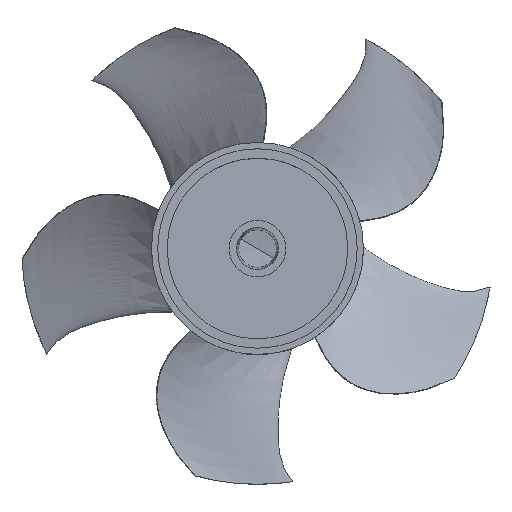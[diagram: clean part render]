
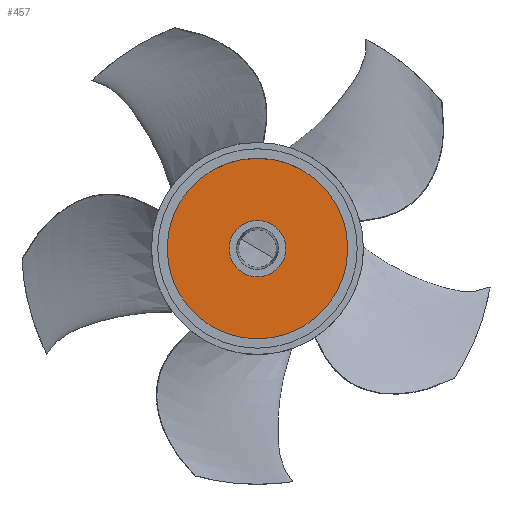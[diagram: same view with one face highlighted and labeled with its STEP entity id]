
A CAD part, top view. The second image highlights one B-rep face of the part: STEP entity #457.
In plain terms, the highlighted face is planar.
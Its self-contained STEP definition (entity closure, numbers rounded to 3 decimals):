
#413 = EDGE_CURVE('',#414,#416,#418,.T.);
#414 = VERTEX_POINT('',#415);
#415 = CARTESIAN_POINT('',(-57.5,0.,26.));
#416 = VERTEX_POINT('',#417);
#417 = CARTESIAN_POINT('',(57.5,0.,26.));
#418 = CIRCLE('',#419,57.5);
#419 = AXIS2_PLACEMENT_3D('',#420,#421,#422);
#420 = CARTESIAN_POINT('',(0.,0.,26.)
  );
#421 = DIRECTION('',(0.,0.,-1.));
#422 = DIRECTION('',(1.,0.,0.));
#445 = EDGE_CURVE('',#416,#414,#446,.T.);
#446 = CIRCLE('',#447,57.5);
#447 = AXIS2_PLACEMENT_3D('',#448,#449,#450);
#448 = CARTESIAN_POINT('',(0.,0.,26.)
  );
#449 = DIRECTION('',(0.,0.,-1.));
#450 = DIRECTION('',(1.,0.,0.));
#457 = ADVANCED_FACE('',(#458,#478),#482,.F.);
#458 = FACE_BOUND('',#459,.T.);
#459 = EDGE_LOOP('',(#460,#471));
#460 = ORIENTED_EDGE('',*,*,#461,.F.);
#461 = EDGE_CURVE('',#462,#464,#466,.T.);
#462 = VERTEX_POINT('',#463);
#463 = CARTESIAN_POINT('',(18.,0.,26.));
#464 = VERTEX_POINT('',#465);
#465 = CARTESIAN_POINT('',(-18.,0.,26.));
#466 = CIRCLE('',#467,18.);
#467 = AXIS2_PLACEMENT_3D('',#468,#469,#470);
#468 = CARTESIAN_POINT('',(0.,0.,26.)
  );
#469 = DIRECTION('',(0.,0.,-1.));
#470 = DIRECTION('',(1.,0.,0.));
#471 = ORIENTED_EDGE('',*,*,#472,.F.);
#472 = EDGE_CURVE('',#464,#462,#473,.T.);
#473 = CIRCLE('',#474,18.);
#474 = AXIS2_PLACEMENT_3D('',#475,#476,#477);
#475 = CARTESIAN_POINT('',(0.,0.,26.)
  );
#476 = DIRECTION('',(0.,0.,-1.));
#477 = DIRECTION('',(1.,0.,0.));
#478 = FACE_BOUND('',#479,.T.);
#479 = EDGE_LOOP('',(#480,#481));
#480 = ORIENTED_EDGE('',*,*,#445,.T.);
#481 = ORIENTED_EDGE('',*,*,#413,.T.);
#482 = PLANE('',#483);
#483 = AXIS2_PLACEMENT_3D('',#484,#485,#486);
#484 = CARTESIAN_POINT('',(57.5,0.,26.));
#485 = DIRECTION('',(0.,0.,1.));
#486 = DIRECTION('',(-1.,0.,0.));
